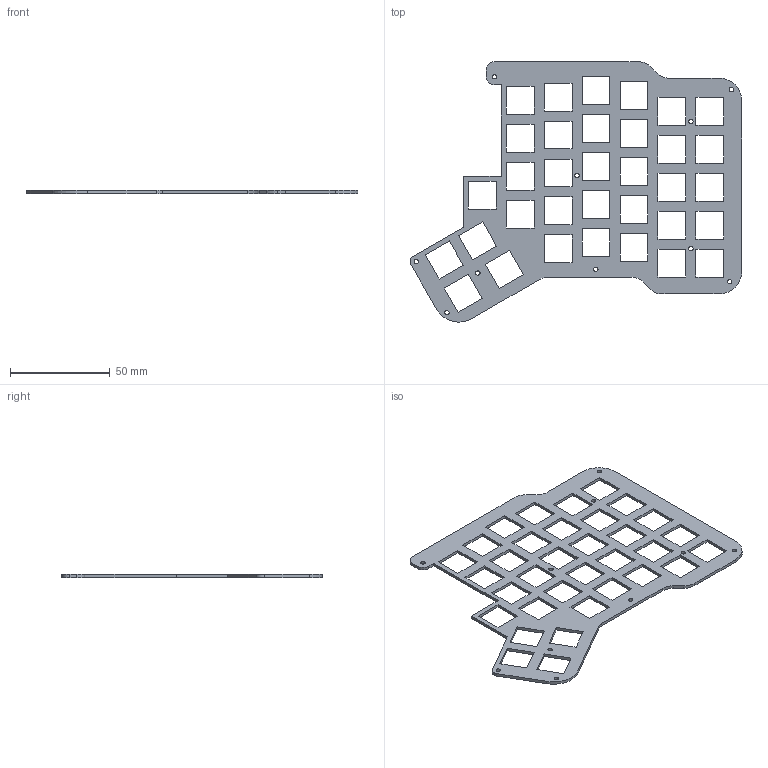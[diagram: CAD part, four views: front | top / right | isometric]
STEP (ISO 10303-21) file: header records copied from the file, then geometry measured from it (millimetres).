
FILE_DESCRIPTION(('KiCad electronic assembly'),'2;1');
FILE_NAME('ZodiarkPi-TopPlate-OuterScrews-Right.step', '2025-04-16T13:29:01',('Pcbnew'),('Kicad'), 'Open CASCADE STEP processor 7.8','KiCad to STEP converter','Unknown' );
FILE_SCHEMA(('AUTOMOTIVE_DESIGN { 1 0 10303 214 1 1 1 1 }'));
Length unit declared in the file: millimetre
Products named in the file (2): ZodiarkPi-TopPlate-OuterScrews-Right 1; ZodiarkPi-TopPlate_PCB
Assembly tree (1 placements, depth 2):
  ZodiarkPi-TopPlate-OuterScrews-Right 1
    ZodiarkPi-TopPlate_PCB
Bounding box: 166.65 x 130.74 x 1.51 mm (x, y, z)
Volume: 13101.4 mm3; surface area: 21177.7 mm2
Topology: 1 solids, 1 shells, 177 faces, 525 edges, 350 vertices
Faces by surface type: plane 156, cylinder 21
Full cylindrical faces by diameter (mm): 2.2 x10
Entity records: 6054 total; most frequent: CARTESIAN_POINT 1054, ORIENTED_EDGE 1050, DIRECTION 925, EDGE_CURVE 525, LINE 483, VECTOR 483, VERTEX_POINT 350, FACE_BOUND 265
